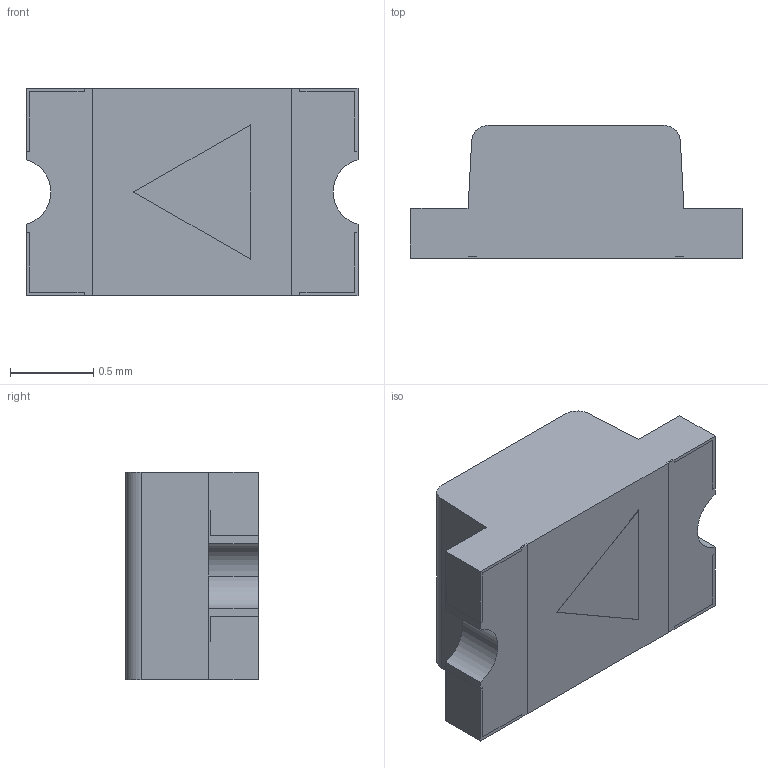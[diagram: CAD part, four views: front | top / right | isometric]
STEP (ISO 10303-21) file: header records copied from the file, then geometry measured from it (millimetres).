
FILE_DESCRIPTION (( 'STEP AP214' ), '1' );
FILE_NAME ('V0805-SMD-R (Red).STEP', '2021-07-13T10:37:26', ( '' ), ( '' ), 'SwSTEP 2.0', 'SolidWorks 2020', '' );
FILE_SCHEMA (( 'AUTOMOTIVE_DESIGN' ));
Length unit declared in the file: millimetre
Products named in the file (1): V0805-SMD-R (Red)
Bounding box: 2 x 0.8 x 1.25 mm (x, y, z)
Volume: 1.5 mm3; surface area: 13.5 mm2
Topology: 6 solids, 6 shells, 139 faces, 366 edges, 240 vertices
Faces by surface type: plane 113, cylinder 26
Entity records: 4315 total; most frequent: CARTESIAN_POINT 746, ORIENTED_EDGE 732, DIRECTION 698, EDGE_CURVE 366, LINE 314, VECTOR 314, VERTEX_POINT 240, AXIS2_PLACEMENT_3D 192
